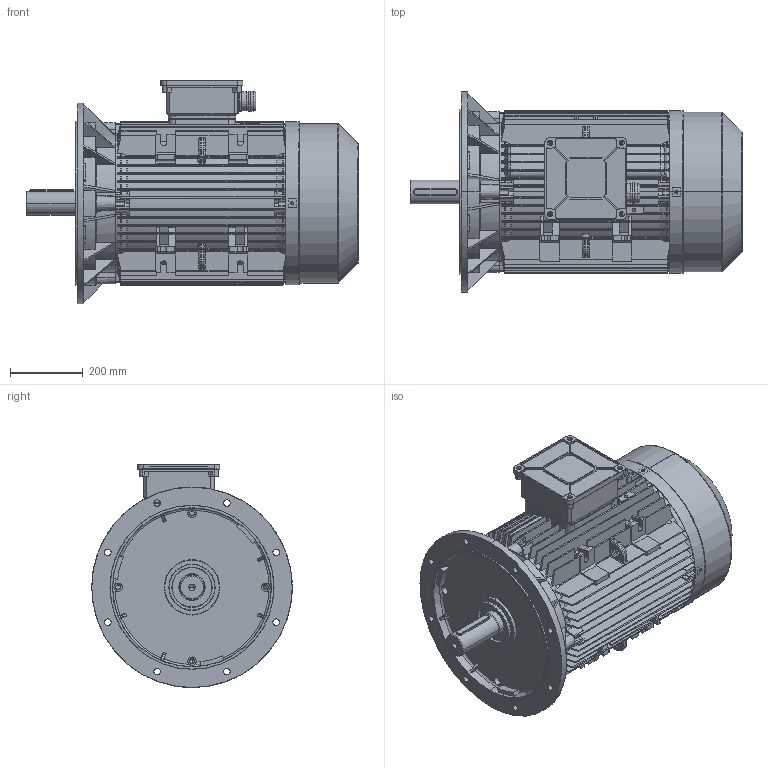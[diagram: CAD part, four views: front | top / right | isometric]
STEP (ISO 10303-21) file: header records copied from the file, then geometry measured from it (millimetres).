
FILE_DESCRIPTION (( 'STEP AP214' ), '1' );
FILE_NAME ('FCA250 MT-B5-IC411-4-6-8 POLES.STEP', '2024-10-14T08:01:00', ( '' ), ( '' ), 'SwSTEP 2.0', 'SolidWorks 2024', '' );
FILE_SCHEMA (( 'AUTOMOTIVE_DESIGN' ));
Length unit declared in the file: millimetre
Products named in the file (15): Albero 250T serie Autovent.; Flangia FC250T-B5_SENZA FORI COPERCHIETTO; PRESSACAVO M50; Coperchio scatola morsetti 225T-250T; Tappo M50; Carcassa 250T; Scatola morsetti 225T-250T; Ventola 250T-7Pale-4Poli diam.380; 18x11x120; Scudo C250T d.150_Posteriore d.cusc.140-2P; Guarnizione scatola-coperchio 225T-250T; Guarnizione scatola-motore 225-250T; Coprimorsettiera  225T-250T; Copriventola C250T; FCA250 MT-B5-IC411-4-6-8 POLES
Assembly tree (14 placements, depth 3):
  FCA250 MT-B5-IC411-4-6-8 POLES
    Scudo C250T d.150_Posteriore d.cusc.140-2P
    Ventola 250T-7Pale-4Poli diam.380
    Copriventola C250T
    Albero 250T serie Autovent.
    18x11x120
    Carcassa 250T
    Coprimorsettiera  225T-250T
      Scatola morsetti 225T-250T
      Guarnizione scatola-coperchio 225T-250T
      Guarnizione scatola-motore 225-250T
      Coperchio scatola morsetti 225T-250T
      Tappo M50
      PRESSACAVO M50
    Flangia FC250T-B5_SENZA FORI COPERCHIETTO
Bounding box: 910.5 x 550 x 612 mm (x, y, z)
Volume: 23854911.1 mm3; surface area: 5866221 mm2
Topology: 16 solids, 17 shells, 5855 faces, 16287 edges, 10474 vertices
Faces by surface type: plane 3273, cylinder 1125, bspline 523, torus 487, cone 438, sphere 9
Entity records: 221671 total; most frequent: CARTESIAN_POINT 74442, ORIENTED_EDGE 32490, DIRECTION 27555, EDGE_CURVE 16245, VERTEX_POINT 10474, LINE 10155, VECTOR 10155, AXIS2_PLACEMENT_3D 8700
